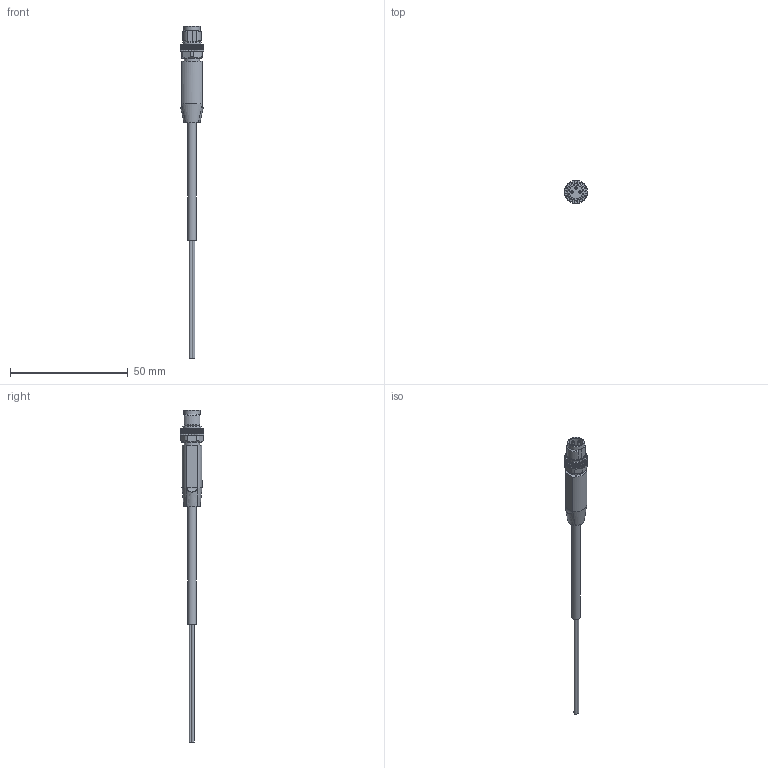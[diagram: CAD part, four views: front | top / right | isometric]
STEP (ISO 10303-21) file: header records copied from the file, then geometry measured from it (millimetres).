
FILE_DESCRIPTION(/* description */ ('STEP AP214'),/* implementation_level */ '2;1');
FILE_NAME(/* name */ '8078270_NEBA-LE3-U-2_5-N-M8G3',/* time_stamp */ '2024-09-11T21:39:10+02:00',/* author */ ('License CC BY-ND 4.0'),/* organization */ ('CADENAS'),/* preprocessor_version */ 'ST-DEVELOPER v19.3',/* originating_system */ 'PARTsolutions',/* authorisation */ ' ');
FILE_SCHEMA (('AUTOMOTIVE_DESIGN {1 0 10303 214 3 1 1}'));
Length unit declared in the file: millimetre
Products named in the file (2): 8078270 NEBA-LE3-U-2.5-N-M8G3---(12400p); 8159595 NEBA-M8G3---(2400P)
Assembly tree (1 placements, depth 2):
  8078270 NEBA-LE3-U-2.5-N-M8G3---(12400p)
    8159595 NEBA-M8G3---(2400P)
Bounding box: 9.9 x 9.9 x 141 mm (x, y, z)
Volume: 2898.3 mm3; surface area: 2569.3 mm2
Topology: 1 solids, 1 shells, 185 faces, 494 edges, 320 vertices
Faces by surface type: plane 97, cylinder 73, cone 7, bspline 4, sphere 3, torus 1
Full cylindrical faces by diameter (mm): 1 x3, 1.15 x3, 3.8 x1, 5.775 x1, 6.4 x1, 6.86 x1, 7.84 x1
Entity records: 7019 total; most frequent: CARTESIAN_POINT 1083, DIRECTION 984, ORIENTED_EDGE 938, EDGE_CURVE 469, AXIS2_PLACEMENT_3D 352, VERTEX_POINT 311, LINE 280, VECTOR 280
